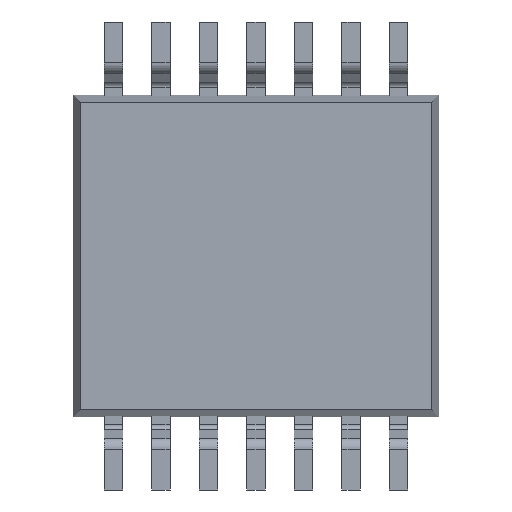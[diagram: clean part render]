
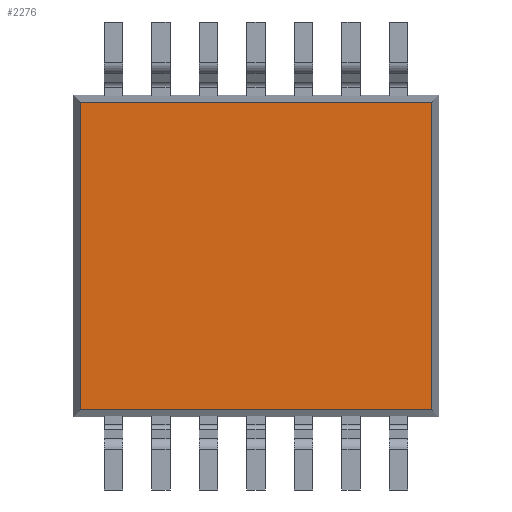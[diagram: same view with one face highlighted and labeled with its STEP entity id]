
A CAD part, front view. The second image highlights one B-rep face of the part: STEP entity #2276.
In plain terms, the highlighted face is planar.
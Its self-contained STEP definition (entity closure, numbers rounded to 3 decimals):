
#11 = ORIENTED_EDGE ( 'NONE', *, *, #951, .T. ) ;
#45 = VERTEX_POINT ( 'NONE', #1576 ) ;
#61 = EDGE_CURVE ( 'NONE', #45, #711, #1217, .T. ) ;
#154 = DIRECTION ( 'NONE',  ( 0., 1., 0. ) ) ;
#213 = CARTESIAN_POINT ( 'NONE',  ( 0., -2.1, 0.15 ) ) ;
#216 = PLANE ( 'NONE',  #399 ) ;
#222 = CARTESIAN_POINT ( 'NONE',  ( 2.4, 0., 0.15 ) ) ;
#362 = EDGE_CURVE ( 'NONE', #972, #45, #1462, .T. ) ;
#387 = DIRECTION ( 'NONE',  ( -1., 0., 0. ) ) ;
#399 = AXIS2_PLACEMENT_3D ( 'NONE', #771, #887, #602 ) ;
#602 = DIRECTION ( 'NONE',  ( -1., 0., 0. ) ) ;
#612 = ORIENTED_EDGE ( 'NONE', *, *, #687, .T. ) ;
#626 = CARTESIAN_POINT ( 'NONE',  ( 0., 2.1, 0.15 ) ) ;
#664 = CARTESIAN_POINT ( 'NONE',  ( -2.4, -2.1, 0.15 ) ) ;
#687 = EDGE_CURVE ( 'NONE', #1872, #972, #1766, .T. ) ;
#711 = VERTEX_POINT ( 'NONE', #1746 ) ;
#716 = LINE ( 'NONE', #213, #1920 ) ;
#730 = FACE_OUTER_BOUND ( 'NONE', #1643, .T. ) ;
#771 = CARTESIAN_POINT ( 'NONE',  ( 0., 0., 0.15 ) ) ;
#774 = CARTESIAN_POINT ( 'NONE',  ( -2.4, 2.1, 0.15 ) ) ;
#795 = VECTOR ( 'NONE', #2335, 1000. ) ;
#887 = DIRECTION ( 'NONE',  ( 0., 0., -1. ) ) ;
#951 = EDGE_CURVE ( 'NONE', #711, #1872, #716, .T. ) ;
#972 = VERTEX_POINT ( 'NONE', #774 ) ;
#1082 = ORIENTED_EDGE ( 'NONE', *, *, #61, .T. ) ;
#1217 = LINE ( 'NONE', #222, #795 ) ;
#1413 = VECTOR ( 'NONE', #2227, 1000. ) ;
#1462 = LINE ( 'NONE', #626, #1413 ) ;
#1531 = ORIENTED_EDGE ( 'NONE', *, *, #362, .T. ) ;
#1576 = CARTESIAN_POINT ( 'NONE',  ( 2.4, 2.1, 0.15 ) ) ;
#1643 = EDGE_LOOP ( 'NONE', ( #612, #1531, #1082, #11 ) ) ;
#1746 = CARTESIAN_POINT ( 'NONE',  ( 2.4, -2.1, 0.15 ) ) ;
#1750 = CARTESIAN_POINT ( 'NONE',  ( -2.4, 0., 0.15 ) ) ;
#1766 = LINE ( 'NONE', #1750, #2344 ) ;
#1872 = VERTEX_POINT ( 'NONE', #664 ) ;
#1920 = VECTOR ( 'NONE', #387, 1000. ) ;
#2227 = DIRECTION ( 'NONE',  ( 1., 0., 0. ) ) ;
#2276 = ADVANCED_FACE ( 'NONE', ( #730 ), #216, .T. ) ;
#2335 = DIRECTION ( 'NONE',  ( 0., -1., 0. ) ) ;
#2344 = VECTOR ( 'NONE', #154, 1000. ) ;
